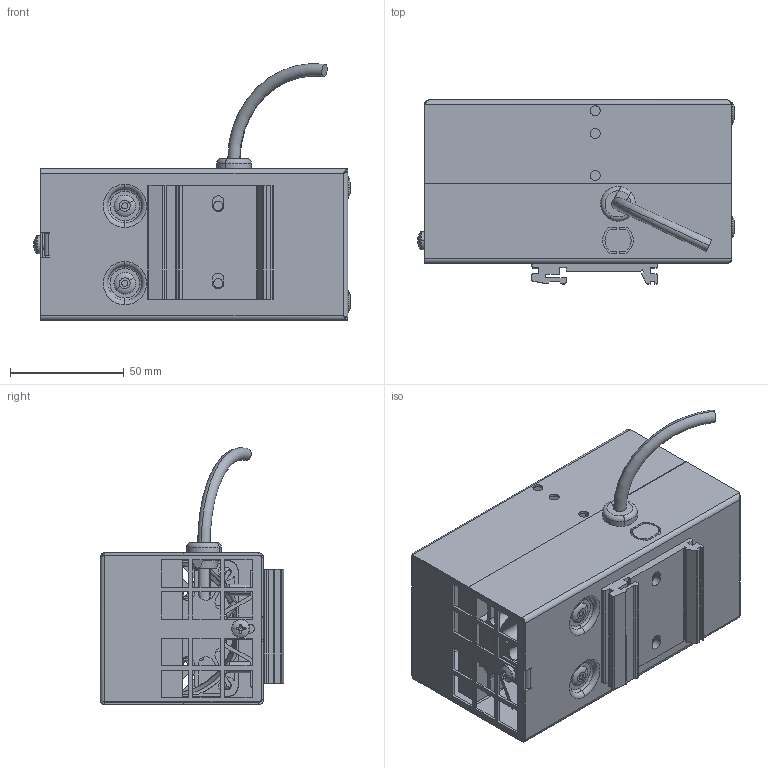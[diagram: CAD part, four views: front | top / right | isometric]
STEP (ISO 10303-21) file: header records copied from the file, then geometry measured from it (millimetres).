
FILE_DESCRIPTION (( 'STEP AP214' ), '1' );
FILE_NAME ('Lm-Vs16060_AL_Schnapp.STEP', '2017-05-24T11:40:09', ( '' ), ( '' ), 'SwSTEP 2.0', 'SolidWorks 2015', '' );
FILE_SCHEMA (( 'AUTOMOTIVE_DESIGN' ));
Length unit declared in the file: millimetre
Products named in the file (15): INT40.0593__147336_Gehäuse Unterteil Lm-Vs16060; BlNi4,8x12_Blindnieten 4,8x12 Flachrundkopf AL.ST Maxigrip KB2,5-6,5; Smarty; ZaSchM4_Zahnscheibe 4,3 verz. Aussenverzahnung; INT40.0594_004_147339_Gehäuse Oberteil Lm-Vs16060; Lm-Vs16060_AL_Schnapp; Eigene Widerstände; INT20.0122_002_147027_Profil Stern 60mm bearbeitet Krauth; Lüfter_60×60×25; pan head cross recess screw_din_ISO 7045 - M4 x 6 - Z --- 6N; KDP5N-4_Kabeleinführung Plastik mit Zugentlastung klein_1157; Sbgr_Schnappbefestigung Aluminium, farblos voreloxiert; 144011_BLINDNIET, 4,0X7,0  AL.ST FLACHRUNDKOPF KB 0,5-3,2mm; Kab3x0,75PVCgr_Kabel 3x0,75 PVC LiYY-t silbergrau RAL7001 (LM-Therm); MuM4_Mutter M4
Assembly tree (21 placements, depth 2):
  Lm-Vs16060_AL_Schnapp
    INT40.0593__147336_Gehäuse Unterteil Lm-Vs16060
    INT40.0594_004_147339_Gehäuse Oberteil Lm-Vs16060
    ZaSchM4_Zahnscheibe 4,3 verz. Aussenverzahnung  x2
    MuM4_Mutter M4  x3
    Smarty
    KDP5N-4_Kabeleinführung Plastik mit Zugentlastung klein_1157
    Eigene Widerstände
    BlNi4,8x12_Blindnieten 4,8x12 Flachrundkopf AL.ST Maxigrip KB2,5-6,5  x2
    144011_BLINDNIET, 4,0X7,0  AL.ST FLACHRUNDKOPF KB 0,5-3,2mm  x4
    Lüfter_60×60×25
    INT20.0122_002_147027_Profil Stern 60mm bearbeitet Krauth
    Kab3x0,75PVCgr_Kabel 3x0,75 PVC LiYY-t silbergrau RAL7001 (LM-Therm)
    pan head cross recess screw_din_ISO 7045 - M4 x 6 - Z --- 6N
    Sbgr_Schnappbefestigung Aluminium, farblos voreloxiert
Bounding box: 139.12 x 80.8 x 112.83 mm (x, y, z)
Volume: 168380 mm3; surface area: 170135.9 mm2
Topology: 26 solids, 26 shells, 2975 faces, 8213 edges, 5441 vertices
Faces by surface type: plane 1724, cylinder 869, bspline 211, cone 104, torus 65, sphere 2
Entity records: 126326 total; most frequent: CARTESIAN_POINT 32223, ORIENTED_EDGE 15754, DIRECTION 12185, EDGE_CURVE 7877, VERTEX_POINT 5243, LINE 4273, VECTOR 4273, AXIS2_PLACEMENT_3D 3956
